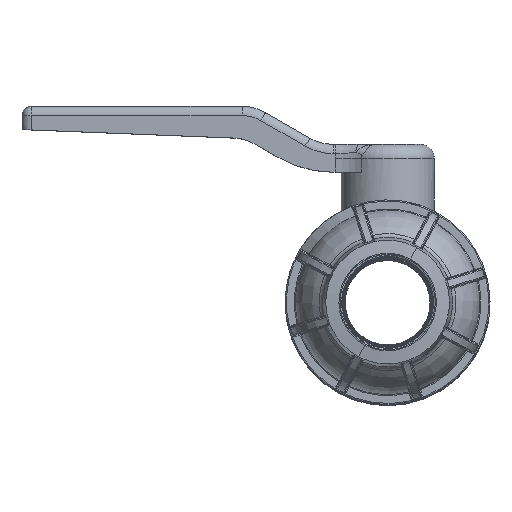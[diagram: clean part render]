
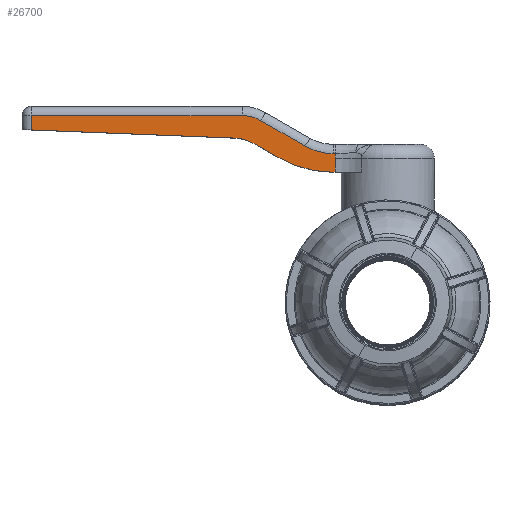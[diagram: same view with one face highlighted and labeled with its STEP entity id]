
A CAD part, top view. The second image highlights one B-rep face of the part: STEP entity #26700.
In plain terms, the highlighted planar face has unit normal (0, 0, 1).
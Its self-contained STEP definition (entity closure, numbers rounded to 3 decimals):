
#6597 = EDGE_LOOP ( 'NONE', ( #28843, #28844, #28845, #28840, #28846, #28847, #28848, #28849, #28851, #28852, #28850, #28853, #28855 ) ) ;
#18515 = CIRCLE ( 'NONE', #18516, 24. ) ;
#18516 = AXIS2_PLACEMENT_3D ( 'NONE', #24409, #24410, #24411 ) ;
#18520 = VECTOR ( 'NONE', #24417, 1000. ) ;
#18524 = CIRCLE ( 'NONE', #18525, 10. ) ;
#18525 = AXIS2_PLACEMENT_3D ( 'NONE', #24423, #24424, #24425 ) ;
#18530 = VECTOR ( 'NONE', #24435, 1000. ) ;
#18757 = VECTOR ( 'NONE', #31027, 1000. ) ;
#18766 = VECTOR ( 'NONE', #31044, 1000. ) ;
#18768 = CIRCLE ( 'NONE', #18769, 8. ) ;
#18769 = AXIS2_PLACEMENT_3D ( 'NONE', #31048, #31049, #31050 ) ;
#18774 = VECTOR ( 'NONE', #31055, 1000. ) ;
#18776 = CIRCLE ( 'NONE', #18777, 12. ) ;
#18777 = AXIS2_PLACEMENT_3D ( 'NONE', #31059, #31060, #31061 ) ;
#18781 = VECTOR ( 'NONE', #31066, 1000. ) ;
#18794 = VECTOR ( 'NONE', #31162, 1000. ) ;
#18795 = VECTOR ( 'NONE', #31164, 1000. ) ;
#21973 = LINE ( 'NONE', #24416, #18520 ) ;
#21976 = LINE ( 'NONE', #24434, #18530 ) ;
#22043 = LINE ( 'NONE', #31026, #18757 ) ;
#22047 = LINE ( 'NONE', #31043, #18766 ) ;
#22048 = LINE ( 'NONE', #31054, #18774 ) ;
#22049 = LINE ( 'NONE', #31065, #18781 ) ;
#22053 = LINE ( 'NONE', #31161, #18794 ) ;
#22054 = LINE ( 'NONE', #31163, #18795 ) ;
#24409 = CARTESIAN_POINT ( 'NONE',  ( 53.673, 30.854, 6.5 ) ) ;
#24410 = DIRECTION ( 'NONE',  ( 0., 0., 1. ) ) ;
#24411 = DIRECTION ( 'NONE',  ( -1., 0., 0. ) ) ;
#24416 = CARTESIAN_POINT ( 'NONE',  ( 41.673, 10.069, 6.5 ) ) ;
#24417 = DIRECTION ( 'NONE',  ( 0.866, -0.5, 0. ) ) ;
#24423 = CARTESIAN_POINT ( 'NONE',  ( 31.797, 4.224, 6.5 ) ) ;
#24424 = DIRECTION ( 'NONE',  ( 0., 0., -1. ) ) ;
#24425 = DIRECTION ( 'NONE',  ( 1., 0., 0. ) ) ;
#24434 = CARTESIAN_POINT ( 'NONE',  ( 53.94, 22.854, 6.5 ) ) ;
#24435 = DIRECTION ( 'NONE',  ( 0., 1., 0. ) ) ;
#25046 = B_SPLINE_CURVE_WITH_KNOTS ( 'NONE', 3,
 ( #31157, #31158, #31159, #31160 ),
 .UNSPECIFIED., .F., .F.,
 ( 4, 4 ),
 ( 0., 0.001 ),
 .UNSPECIFIED. ) ;
#26283 = VERTEX_POINT ( 'NONE', #68874 ) ;
#26284 = VERTEX_POINT ( 'NONE', #68875 ) ;
#26286 = VERTEX_POINT ( 'NONE', #68877 ) ;
#26288 = VERTEX_POINT ( 'NONE', #68879 ) ;
#26289 = VERTEX_POINT ( 'NONE', #68880 ) ;
#26290 = VERTEX_POINT ( 'NONE', #68881 ) ;
#26313 = VERTEX_POINT ( 'NONE', #68904 ) ;
#26315 = VERTEX_POINT ( 'NONE', #68906 ) ;
#26318 = VERTEX_POINT ( 'NONE', #68909 ) ;
#26319 = VERTEX_POINT ( 'NONE', #68910 ) ;
#26320 = VERTEX_POINT ( 'NONE', #68911 ) ;
#26321 = VERTEX_POINT ( 'NONE', #68912 ) ;
#26322 = VERTEX_POINT ( 'NONE', #68913 ) ;
#26700 = ADVANCED_FACE ( 'NONE', ( #65610 ), #71295, .T. ) ;
#28119 = EDGE_CURVE ( 'NONE', #26284, #26283, #18515, .T. ) ;
#28122 = EDGE_CURVE ( 'NONE', #26286, #26284, #21973, .T. ) ;
#28125 = EDGE_CURVE ( 'NONE', #26288, #26286, #18524, .T. ) ;
#28129 = EDGE_CURVE ( 'NONE', #26289, #26290, #21976, .T. ) ;
#28840 = ORIENTED_EDGE ( 'NONE', *, *, #29507, .T. ) ;
#28843 = ORIENTED_EDGE ( 'NONE', *, *, #29529, .T. ) ;
#28844 = ORIENTED_EDGE ( 'NONE', *, *, #29511, .T. ) ;
#28845 = ORIENTED_EDGE ( 'NONE', *, *, #29509, .T. ) ;
#28846 = ORIENTED_EDGE ( 'NONE', *, *, #29505, .T. ) ;
#28847 = ORIENTED_EDGE ( 'NONE', *, *, #29503, .T. ) ;
#28848 = ORIENTED_EDGE ( 'NONE', *, *, #29496, .T. ) ;
#28849 = ORIENTED_EDGE ( 'NONE', *, *, #29530, .T. ) ;
#28850 = ORIENTED_EDGE ( 'NONE', *, *, #28119, .T. ) ;
#28851 = ORIENTED_EDGE ( 'NONE', *, *, #28125, .T. ) ;
#28852 = ORIENTED_EDGE ( 'NONE', *, *, #28122, .T. ) ;
#28853 = ORIENTED_EDGE ( 'NONE', *, *, #29531, .T. ) ;
#28855 = ORIENTED_EDGE ( 'NONE', *, *, #28129, .T. ) ;
#29496 = EDGE_CURVE ( 'NONE', #26313, #26315, #22043, .T. ) ;
#29503 = EDGE_CURVE ( 'NONE', #26318, #26313, #22047, .T. ) ;
#29505 = EDGE_CURVE ( 'NONE', #26319, #26318, #18768, .T. ) ;
#29507 = EDGE_CURVE ( 'NONE', #26320, #26319, #22048, .T. ) ;
#29509 = EDGE_CURVE ( 'NONE', #26321, #26320, #18776, .T. ) ;
#29511 = EDGE_CURVE ( 'NONE', #26322, #26321, #22049, .T. ) ;
#29529 = EDGE_CURVE ( 'NONE', #26290, #26322, #25046, .T. ) ;
#29530 = EDGE_CURVE ( 'NONE', #26315, #26288, #22053, .T. ) ;
#29531 = EDGE_CURVE ( 'NONE', #26283, #26289, #22054, .T. ) ;
#31026 = CARTESIAN_POINT ( 'NONE',  ( -11.32, 16.035, 6.5 ) ) ;
#31027 = DIRECTION ( 'NONE',  ( 0., -1., 0. ) ) ;
#31043 = CARTESIAN_POINT ( 'NONE',  ( -11.32, 19.035, 6.5 ) ) ;
#31044 = DIRECTION ( 'NONE',  ( -1., 0., 0. ) ) ;
#31048 = CARTESIAN_POINT ( 'NONE',  ( 34.001, 11.035, 6.5 ) ) ;
#31049 = DIRECTION ( 'NONE',  ( 0., 0., 1. ) ) ;
#31050 = DIRECTION ( 'NONE',  ( 1., 0., 0. ) ) ;
#31054 = CARTESIAN_POINT ( 'NONE',  ( 38.001, 17.963, 6.5 ) ) ;
#31055 = DIRECTION ( 'NONE',  ( -0.866, 0.5, 0. ) ) ;
#31059 = CARTESIAN_POINT ( 'NONE',  ( 53.53, 22.854, 6.5 ) ) ;
#31060 = DIRECTION ( 'NONE',  ( 0., 0., -1. ) ) ;
#31061 = DIRECTION ( 'NONE',  ( 1., 0., 0. ) ) ;
#31065 = CARTESIAN_POINT ( 'NONE',  ( 53.53, 10.854, 6.5 ) ) ;
#31066 = DIRECTION ( 'NONE',  ( -1., 0., 0. ) ) ;
#31157 = CARTESIAN_POINT ( 'NONE',  ( 53.94, 9.854, 6.5 ) ) ;
#31158 = CARTESIAN_POINT ( 'NONE',  ( 53.94, 10.191, 6.5 ) ) ;
#31159 = CARTESIAN_POINT ( 'NONE',  ( 53.963, 10.525, 6.5 ) ) ;
#31160 = CARTESIAN_POINT ( 'NONE',  ( 54.008, 10.854, 6.5 ) ) ;
#31161 = CARTESIAN_POINT ( 'NONE',  ( -13.32, 16.035, 6.5 ) ) ;
#31162 = DIRECTION ( 'NONE',  ( 0.999, -0.04, 0. ) ) ;
#31163 = CARTESIAN_POINT ( 'NONE',  ( 55.242, 6.854, 6.5 ) ) ;
#31164 = DIRECTION ( 'NONE',  ( 1., 0., 0. ) ) ;
#65610 = FACE_OUTER_BOUND ( 'NONE', #6597, .T. ) ;
#67991 = AXIS2_PLACEMENT_3D ( 'NONE', #71297, #71299, #71300 ) ;
#68874 = CARTESIAN_POINT ( 'NONE',  ( 53.673, 6.854, 6.5 ) ) ;
#68875 = CARTESIAN_POINT ( 'NONE',  ( 41.673, 10.069, 6.5 ) ) ;
#68877 = CARTESIAN_POINT ( 'NONE',  ( 36.797, 12.884, 6.5 ) ) ;
#68879 = CARTESIAN_POINT ( 'NONE',  ( 32.197, 14.216, 6.5 ) ) ;
#68880 = CARTESIAN_POINT ( 'NONE',  ( 53.94, 6.854, 6.5 ) ) ;
#68881 = CARTESIAN_POINT ( 'NONE',  ( 53.94, 9.854, 6.5 ) ) ;
#68904 = CARTESIAN_POINT ( 'NONE',  ( -11.32, 19.035, 6.5 ) ) ;
#68906 = CARTESIAN_POINT ( 'NONE',  ( -11.32, 15.955, 6.5 ) ) ;
#68909 = CARTESIAN_POINT ( 'NONE',  ( 34.001, 19.035, 6.5 ) ) ;
#68910 = CARTESIAN_POINT ( 'NONE',  ( 38.001, 17.963, 6.5 ) ) ;
#68911 = CARTESIAN_POINT ( 'NONE',  ( 47.53, 12.461, 6.5 ) ) ;
#68912 = CARTESIAN_POINT ( 'NONE',  ( 53.53, 10.854, 6.5 ) ) ;
#68913 = CARTESIAN_POINT ( 'NONE',  ( 54.008, 10.854, 6.5 ) ) ;
#71295 = PLANE ( 'NONE',  #67991 ) ;
#71297 = CARTESIAN_POINT ( 'NONE',  ( 53.53, 22.854, 6.5 ) ) ;
#71299 = DIRECTION ( 'NONE',  ( 0., 0., 1. ) ) ;
#71300 = DIRECTION ( 'NONE',  ( 1., 0., 0. ) ) ;
